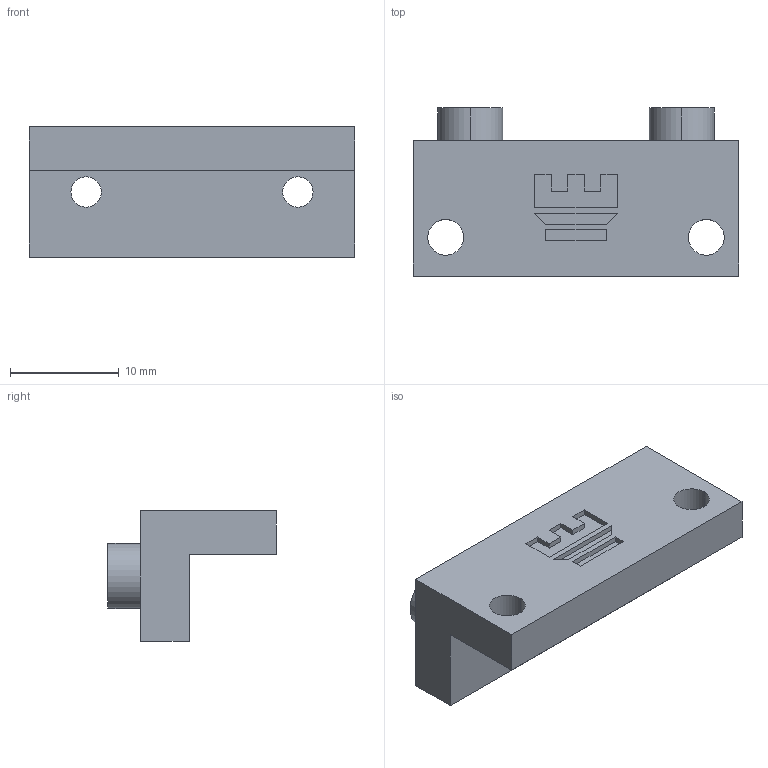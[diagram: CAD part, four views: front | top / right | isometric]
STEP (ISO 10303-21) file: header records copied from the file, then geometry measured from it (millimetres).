
FILE_DESCRIPTION (( 'STEP AP214' ), '1' );
FILE_NAME ('Rook_Front_Fystec SDXL_1.0.STEP', '2022-11-13T20:42:35', ( '' ), ( '' ), 'SwSTEP 2.0', 'SolidWorks 2020', '' );
FILE_SCHEMA (( 'AUTOMOTIVE_DESIGN' ));
Length unit declared in the file: inch
Products named in the file (1): Rook_Front_Fystec SDXL_1.0
Bounding box: 30 x 15.5 x 12 mm (x, y, z)
Volume: 2573.1 mm3; surface area: 1940 mm2
Topology: 1 solids, 1 shells, 45 faces, 114 edges, 76 vertices
Faces by surface type: plane 33, cylinder 12
Entity records: 1408 total; most frequent: CARTESIAN_POINT 236, DIRECTION 230, ORIENTED_EDGE 228, EDGE_CURVE 114, LINE 90, VECTOR 90, VERTEX_POINT 76, AXIS2_PLACEMENT_3D 70
